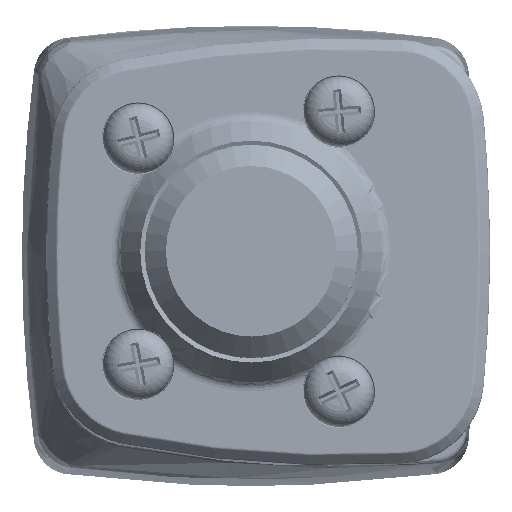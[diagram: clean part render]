
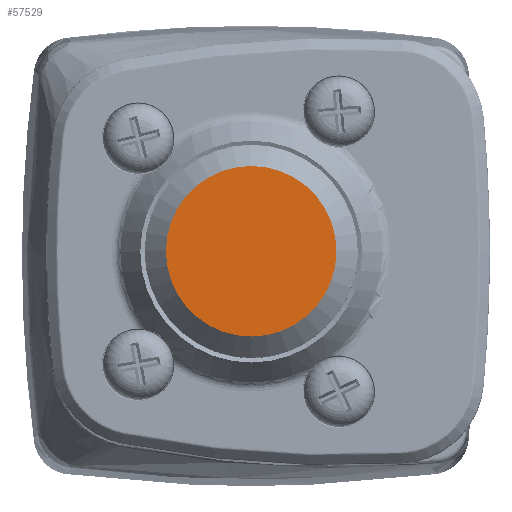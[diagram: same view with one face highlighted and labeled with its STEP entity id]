
A CAD part, top view. The second image highlights one B-rep face of the part: STEP entity #57529.
In plain terms, the highlighted face is planar.
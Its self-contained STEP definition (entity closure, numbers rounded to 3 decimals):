
#3907 = CARTESIAN_POINT ( 'NONE',  ( -15., 0., 8. ) ) ;
#3982 = AXIS2_PLACEMENT_3D ( 'NONE', #4084, #4083, #4082 ) ;
#4015 = CIRCLE ( 'NONE', #3982, 8. ) ;
#4081 = CARTESIAN_POINT ( 'NONE',  ( -15., 0., -8. ) ) ;
#4082 = DIRECTION ( 'NONE',  ( 0., 0., -1. ) ) ;
#4083 = DIRECTION ( 'NONE',  ( -1., 0., 0. ) ) ;
#4084 = CARTESIAN_POINT ( 'NONE',  ( -15., 0., 0. ) ) ;
#5129 = CIRCLE ( 'NONE', #5153, 8. ) ;
#5153 = AXIS2_PLACEMENT_3D ( 'NONE', #5155, #5154, #5166 ) ;
#5154 = DIRECTION ( 'NONE',  ( -1., 0., 0. ) ) ;
#5155 = CARTESIAN_POINT ( 'NONE',  ( -15., 0., 0. ) ) ;
#5156 = PLANE ( 'NONE',  #5157 ) ;
#5157 = AXIS2_PLACEMENT_3D ( 'NONE', #5209, #5208, #5207 ) ;
#5158 = FACE_OUTER_BOUND ( 'NONE', #57519, .T. ) ;
#5166 = DIRECTION ( 'NONE',  ( 0., 0., -1. ) ) ;
#5207 = DIRECTION ( 'NONE',  ( 0., 0., -1. ) ) ;
#5208 = DIRECTION ( 'NONE',  ( 1., 0., 0. ) ) ;
#5209 = CARTESIAN_POINT ( 'NONE',  ( -15., 10., 0. ) ) ;
#56563 = VERTEX_POINT ( 'NONE', #3907 ) ;
#56706 = EDGE_CURVE ( 'NONE', #56563, #56711, #4015, .T. ) ;
#56711 = VERTEX_POINT ( 'NONE', #4081 ) ;
#57519 = EDGE_LOOP ( 'NONE', ( #57521, #57531 ) ) ;
#57521 = ORIENTED_EDGE ( 'NONE', *, *, #57525, .T. ) ;
#57525 = EDGE_CURVE ( 'NONE', #56711, #56563, #5129, .T. ) ;
#57529 = ADVANCED_FACE ( 'NONE', ( #5158 ), #5156, .F. ) ;
#57531 = ORIENTED_EDGE ( 'NONE', *, *, #56706, .T. ) ;
